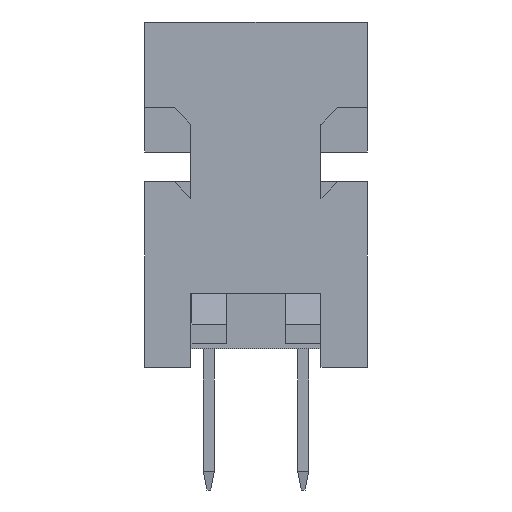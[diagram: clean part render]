
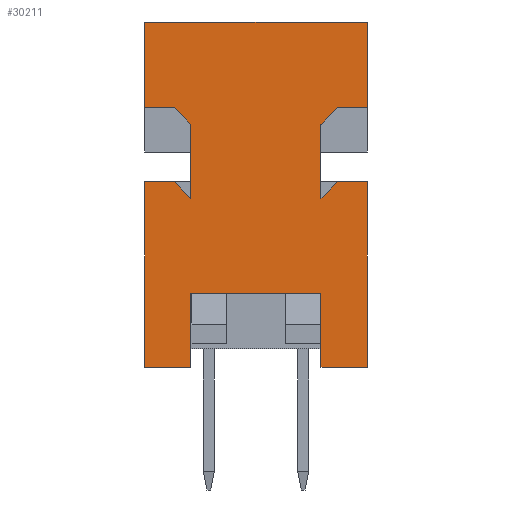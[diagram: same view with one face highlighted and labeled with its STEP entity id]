
A CAD part, front view. The second image highlights one B-rep face of the part: STEP entity #30211.
In plain terms, the highlighted face is planar.
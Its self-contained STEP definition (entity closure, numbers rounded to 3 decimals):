
#908=ORIENTED_EDGE('',*,*,#7076,.F.);
#909=ORIENTED_EDGE('',*,*,#6974,.F.);
#910=ORIENTED_EDGE('',*,*,#7077,.T.);
#911=ORIENTED_EDGE('',*,*,#7078,.F.);
#912=ORIENTED_EDGE('',*,*,#7079,.T.);
#913=ORIENTED_EDGE('',*,*,#7080,.F.);
#914=ORIENTED_EDGE('',*,*,#7081,.F.);
#915=ORIENTED_EDGE('',*,*,#7082,.T.);
#916=ORIENTED_EDGE('',*,*,#7083,.T.);
#917=ORIENTED_EDGE('',*,*,#7084,.F.);
#918=ORIENTED_EDGE('',*,*,#7085,.F.);
#919=ORIENTED_EDGE('',*,*,#6970,.F.);
#920=ORIENTED_EDGE('',*,*,#7086,.F.);
#921=ORIENTED_EDGE('',*,*,#7068,.T.);
#922=ORIENTED_EDGE('',*,*,#7073,.T.);
#923=ORIENTED_EDGE('',*,*,#7087,.T.);
#924=ORIENTED_EDGE('',*,*,#7088,.T.);
#925=ORIENTED_EDGE('',*,*,#7046,.F.);
#926=ORIENTED_EDGE('',*,*,#7074,.T.);
#927=ORIENTED_EDGE('',*,*,#7062,.F.);
#6970=EDGE_CURVE('',#10047,#10048,#12145,.T.);
#6974=EDGE_CURVE('',#10049,#10050,#12149,.T.);
#7046=EDGE_CURVE('',#10098,#10099,#12221,.T.);
#7062=EDGE_CURVE('',#10110,#10111,#12237,.T.);
#7068=EDGE_CURVE('',#10116,#10115,#12243,.T.);
#7073=EDGE_CURVE('',#10115,#10118,#12248,.T.);
#7074=EDGE_CURVE('',#10098,#10111,#12249,.T.);
#7076=EDGE_CURVE('',#10050,#10110,#12251,.T.);
#7077=EDGE_CURVE('',#10049,#10119,#12252,.T.);
#7078=EDGE_CURVE('',#10120,#10119,#12253,.T.);
#7079=EDGE_CURVE('',#10120,#10121,#12254,.T.);
#7080=EDGE_CURVE('',#10122,#10121,#12255,.T.);
#7081=EDGE_CURVE('',#10123,#10122,#12256,.T.);
#7082=EDGE_CURVE('',#10123,#10124,#12257,.T.);
#7083=EDGE_CURVE('',#10124,#10125,#12258,.T.);
#7084=EDGE_CURVE('',#10126,#10125,#12259,.T.);
#7085=EDGE_CURVE('',#10048,#10126,#12260,.T.);
#7086=EDGE_CURVE('',#10116,#10047,#12261,.T.);
#7087=EDGE_CURVE('',#10118,#10127,#12262,.T.);
#7088=EDGE_CURVE('',#10127,#10099,#12263,.T.);
#10047=VERTEX_POINT('',#39320);
#10048=VERTEX_POINT('',#39321);
#10049=VERTEX_POINT('',#39326);
#10050=VERTEX_POINT('',#39328);
#10098=VERTEX_POINT('',#39474);
#10099=VERTEX_POINT('',#39476);
#10110=VERTEX_POINT('',#39505);
#10111=VERTEX_POINT('',#39507);
#10115=VERTEX_POINT('',#39517);
#10116=VERTEX_POINT('',#39519);
#10118=VERTEX_POINT('',#39526);
#10119=VERTEX_POINT('',#39534);
#10120=VERTEX_POINT('',#39536);
#10121=VERTEX_POINT('',#39538);
#10122=VERTEX_POINT('',#39540);
#10123=VERTEX_POINT('',#39542);
#10124=VERTEX_POINT('',#39544);
#10125=VERTEX_POINT('',#39546);
#10126=VERTEX_POINT('',#39548);
#10127=VERTEX_POINT('',#39552);
#12145=LINE('',#39319,#15158);
#12149=LINE('',#39327,#15162);
#12221=LINE('',#39475,#15234);
#12237=LINE('',#39506,#15250);
#12243=LINE('',#39518,#15256);
#12248=LINE('',#39527,#15261);
#12249=LINE('',#39529,#15262);
#12251=LINE('',#39532,#15264);
#12252=LINE('',#39533,#15265);
#12253=LINE('',#39535,#15266);
#12254=LINE('',#39537,#15267);
#12255=LINE('',#39539,#15268);
#12256=LINE('',#39541,#15269);
#12257=LINE('',#39543,#15270);
#12258=LINE('',#39545,#15271);
#12259=LINE('',#39547,#15272);
#12260=LINE('',#39549,#15273);
#12261=LINE('',#39550,#15274);
#12262=LINE('',#39551,#15275);
#12263=LINE('',#39553,#15276);
#15158=VECTOR('',#33289,1000.);
#15162=VECTOR('',#33295,1000.);
#15234=VECTOR('',#33421,1000.);
#15250=VECTOR('',#33443,1000.);
#15256=VECTOR('',#33451,1000.);
#15261=VECTOR('',#33458,1000.);
#15262=VECTOR('',#33461,1000.);
#15264=VECTOR('',#33465,1000.);
#15265=VECTOR('',#33466,1000.);
#15266=VECTOR('',#33467,1000.);
#15267=VECTOR('',#33468,1000.);
#15268=VECTOR('',#33469,1000.);
#15269=VECTOR('',#33470,1000.);
#15270=VECTOR('',#33471,1000.);
#15271=VECTOR('',#33472,1000.);
#15272=VECTOR('',#33473,1000.);
#15273=VECTOR('',#33474,1000.);
#15274=VECTOR('',#33475,1000.);
#15275=VECTOR('',#33476,1000.);
#15276=VECTOR('',#33477,1000.);
#17871=EDGE_LOOP('',(#908,#909,#910,#911,#912,#913,#914,#915,#916,#917,
#918,#919,#920,#921,#922,#923,#924,#925,#926,#927));
#19198=FACE_BOUND('',#17871,.T.);
#20491=PLANE('',#31441);
#30211=ADVANCED_FACE('',(#19198),#20491,.T.);
#31441=AXIS2_PLACEMENT_3D('',#39531,#33463,#33464);
#33289=DIRECTION('',(0.,0.707,-0.707));
#33295=DIRECTION('',(0.,0.707,0.707));
#33421=DIRECTION('',(0.,0.,1.));
#33443=DIRECTION('',(0.,0.,-1.));
#33451=DIRECTION('',(0.,0.,-1.));
#33458=DIRECTION('',(0.,1.,0.));
#33461=DIRECTION('',(0.,1.,0.));
#33463=DIRECTION('',(1.,0.,0.));
#33464=DIRECTION('',(0.,0.,-1.));
#33465=DIRECTION('',(0.,1.,0.));
#33466=DIRECTION('',(0.,0.,1.));
#33467=DIRECTION('',(0.,-0.707,-0.707));
#33468=DIRECTION('',(0.,1.,0.));
#33469=DIRECTION('',(0.,0.,-1.));
#33470=DIRECTION('',(0.,1.,0.));
#33471=DIRECTION('',(0.,0.,-1.));
#33472=DIRECTION('',(0.,1.,0.));
#33473=DIRECTION('',(0.,-0.707,0.707));
#33474=DIRECTION('',(0.,0.,1.));
#33475=DIRECTION('',(0.,1.,0.));
#33476=DIRECTION('',(0.,0.,1.));
#33477=DIRECTION('',(0.,1.,0.));
#39319=CARTESIAN_POINT('',(24.315,-2.6,2.9));
#39320=CARTESIAN_POINT('',(24.315,-2.2,2.5));
#39321=CARTESIAN_POINT('',(24.315,-1.75,2.05));
#39326=CARTESIAN_POINT('',(24.315,1.75,2.05));
#39327=CARTESIAN_POINT('',(24.315,-0.4,-0.1));
#39328=CARTESIAN_POINT('',(24.315,2.2,2.5));
#39474=CARTESIAN_POINT('',(24.315,1.75,-2.5));
#39475=CARTESIAN_POINT('',(24.315,1.75,-3.57));
#39476=CARTESIAN_POINT('',(24.315,1.75,-0.5));
#39505=CARTESIAN_POINT('',(24.315,3.,2.5));
#39506=CARTESIAN_POINT('',(24.315,3.,2.5));
#39507=CARTESIAN_POINT('',(24.315,3.,-2.5));
#39517=CARTESIAN_POINT('',(24.315,-3.,-2.5));
#39518=CARTESIAN_POINT('',(24.315,-3.,2.5));
#39519=CARTESIAN_POINT('',(24.315,-3.,2.5));
#39526=CARTESIAN_POINT('',(24.315,-1.75,-2.5));
#39527=CARTESIAN_POINT('',(24.315,-3.,-2.5));
#39529=CARTESIAN_POINT('',(24.315,-3.,-2.5));
#39531=CARTESIAN_POINT('',(24.315,-3.,2.5));
#39532=CARTESIAN_POINT('',(24.315,-3.,2.5));
#39533=CARTESIAN_POINT('',(24.315,1.75,-0.5));
#39534=CARTESIAN_POINT('',(24.315,1.75,4.05));
#39535=CARTESIAN_POINT('',(24.315,2.2,4.5));
#39536=CARTESIAN_POINT('',(24.315,2.2,4.5));
#39537=CARTESIAN_POINT('',(24.315,-3.,4.5));
#39538=CARTESIAN_POINT('',(24.315,3.,4.5));
#39539=CARTESIAN_POINT('',(24.315,3.,6.8));
#39540=CARTESIAN_POINT('',(24.315,3.,6.8));
#39541=CARTESIAN_POINT('',(24.315,-3.,6.8));
#39542=CARTESIAN_POINT('',(24.315,-3.,6.8));
#39543=CARTESIAN_POINT('',(24.315,-3.,6.8));
#39544=CARTESIAN_POINT('',(24.315,-3.,4.5));
#39545=CARTESIAN_POINT('',(24.315,-3.,4.5));
#39546=CARTESIAN_POINT('',(24.315,-2.2,4.5));
#39547=CARTESIAN_POINT('',(24.315,-2.2,4.5));
#39548=CARTESIAN_POINT('',(24.315,-1.75,4.05));
#39549=CARTESIAN_POINT('',(24.315,-1.75,-0.5));
#39550=CARTESIAN_POINT('',(24.315,-3.,2.5));
#39551=CARTESIAN_POINT('',(24.315,-1.75,-3.57));
#39552=CARTESIAN_POINT('',(24.315,-1.75,-0.5));
#39553=CARTESIAN_POINT('',(24.315,-1.75,-0.5));
